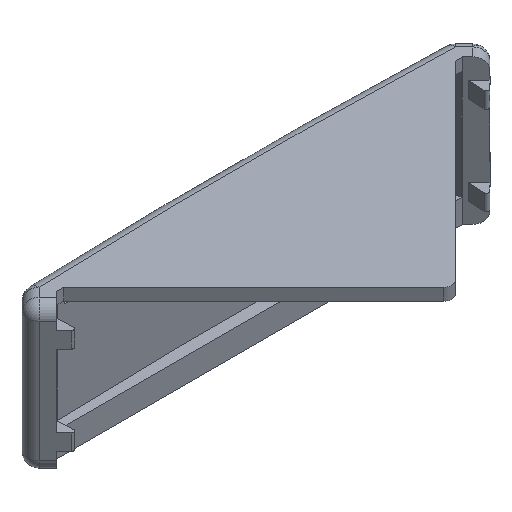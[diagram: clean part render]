
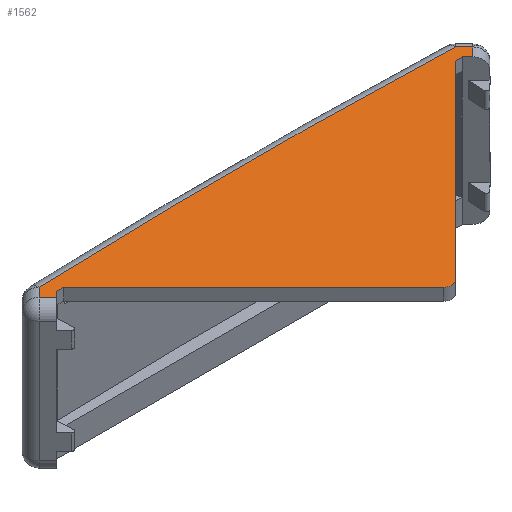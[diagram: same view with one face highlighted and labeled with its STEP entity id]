
A CAD part, isometric view. The second image highlights one B-rep face of the part: STEP entity #1562.
In plain terms, the highlighted planar face has unit normal (0, 0, 1).
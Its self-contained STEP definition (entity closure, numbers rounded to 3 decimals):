
#6 = VERTEX_POINT ( 'NONE', #53 ) ;
#11 = VERTEX_POINT ( 'NONE', #1714 ) ;
#46 = AXIS2_PLACEMENT_3D ( 'NONE', #851, #879, #716 ) ;
#53 = CARTESIAN_POINT ( 'NONE',  ( 26.897, 0.424, 9. ) ) ;
#61 = VERTEX_POINT ( 'NONE', #1555 ) ;
#117 = ORIENTED_EDGE ( 'NONE', *, *, #1534, .T. ) ;
#125 = VECTOR ( 'NONE', #573, 1000. ) ;
#126 = LINE ( 'NONE', #1103, #163 ) ;
#132 = VERTEX_POINT ( 'NONE', #1926 ) ;
#157 = CARTESIAN_POINT ( 'NONE',  ( -25.836, -0.636, 9. ) ) ;
#161 = EDGE_CURVE ( 'NONE', #1807, #1586, #884, .T. ) ;
#163 = VECTOR ( 'NONE', #199, 1000. ) ;
#165 = VERTEX_POINT ( 'NONE', #630 ) ;
#183 = CARTESIAN_POINT ( 'NONE',  ( -24.295, 0., 9. ) ) ;
#199 = DIRECTION ( 'NONE',  ( 0.707, -0.707, 0. ) ) ;
#205 = LINE ( 'NONE', #830, #1830 ) ;
#252 = AXIS2_PLACEMENT_3D ( 'NONE', #940, #1226, #1238 ) ;
#258 = LINE ( 'NONE', #1230, #1783 ) ;
#262 = VECTOR ( 'NONE', #1531, 1000. ) ;
#274 = DIRECTION ( 'NONE',  ( 0., 0., 1. ) ) ;
#279 = LINE ( 'NONE', #1946, #721 ) ;
#339 = CIRCLE ( 'NONE', #252, 1. ) ;
#342 = DIRECTION ( 'NONE',  ( 0.707, 0.707, 0. ) ) ;
#365 = LINE ( 'NONE', #387, #1943 ) ;
#387 = CARTESIAN_POINT ( 'NONE',  ( -24.295, 0., 9. ) ) ;
#427 = EDGE_CURVE ( 'NONE', #1586, #1856, #960, .T. ) ;
#443 = VERTEX_POINT ( 'NONE', #557 ) ;
#448 = ORIENTED_EDGE ( 'NONE', *, *, #1023, .T. ) ;
#464 = CIRCLE ( 'NONE', #1355, 697.963 ) ;
#489 = VECTOR ( 'NONE', #342, 1000. ) ;
#500 = EDGE_CURVE ( 'NONE', #61, #132, #464, .T. ) ;
#548 = ORIENTED_EDGE ( 'NONE', *, *, #500, .T. ) ;
#553 = CARTESIAN_POINT ( 'NONE',  ( 0., -24.295, 9. ) ) ;
#557 = CARTESIAN_POINT ( 'NONE',  ( 24.295, 0., 9. ) ) ;
#573 = DIRECTION ( 'NONE',  ( 1., 0., 0. ) ) ;
#629 = CARTESIAN_POINT ( 'NONE',  ( 25.2, 0., 9. ) ) ;
#630 = CARTESIAN_POINT ( 'NONE',  ( 0.707, -23.588, 9. ) ) ;
#635 = VECTOR ( 'NONE', #1443, 1000. ) ;
#691 = VECTOR ( 'NONE', #1452, 1000. ) ;
#705 = CARTESIAN_POINT ( 'NONE',  ( -334.745, -361.218, 9. ) ) ;
#716 = DIRECTION ( 'NONE',  ( -1., 0., 0. ) ) ;
#721 = VECTOR ( 'NONE', #1813, 1000. ) ;
#730 = LINE ( 'NONE', #553, #691 ) ;
#744 = ORIENTED_EDGE ( 'NONE', *, *, #1810, .T. ) ;
#757 = ORIENTED_EDGE ( 'NONE', *, *, #1573, .T. ) ;
#777 = EDGE_CURVE ( 'NONE', #11, #1807, #205, .T. ) ;
#783 = CARTESIAN_POINT ( 'NONE',  ( -26.897, -1.697, 9. ) ) ;
#796 = ORIENTED_EDGE ( 'NONE', *, *, #777, .T. ) ;
#818 = ORIENTED_EDGE ( 'NONE', *, *, #1886, .T. ) ;
#830 = CARTESIAN_POINT ( 'NONE',  ( 334.745, -361.218, 9. ) ) ;
#851 = CARTESIAN_POINT ( 'NONE',  ( 0., -695.963, 9. ) ) ;
#879 = DIRECTION ( 'NONE',  ( 0., 0., -1. ) ) ;
#884 = LINE ( 'NONE', #783, #489 ) ;
#940 = CARTESIAN_POINT ( 'NONE',  ( 0., -22.881, 9. ) ) ;
#960 = LINE ( 'NONE', #1014, #125 ) ;
#968 = EDGE_CURVE ( 'NONE', #1484, #165, #339, .T. ) ;
#995 = CARTESIAN_POINT ( 'NONE',  ( -0.707, -23.588, 9. ) ) ;
#1014 = CARTESIAN_POINT ( 'NONE',  ( -25.2, 0., 9. ) ) ;
#1023 = EDGE_CURVE ( 'NONE', #132, #11, #258, .T. ) ;
#1049 = LINE ( 'NONE', #705, #635 ) ;
#1103 = CARTESIAN_POINT ( 'NONE',  ( 25.2, 0., 9. ) ) ;
#1113 = EDGE_LOOP ( 'NONE', ( #448, #796, #1281, #1679, #117, #1796, #1208, #757, #818, #1521, #744, #548 ) ) ;
#1140 = FACE_OUTER_BOUND ( 'NONE', #1113, .T. ) ;
#1153 = DIRECTION ( 'NONE',  ( 0.707, -0.707, 0. ) ) ;
#1207 = VERTEX_POINT ( 'NONE', #629 ) ;
#1208 = ORIENTED_EDGE ( 'NONE', *, *, #1362, .T. ) ;
#1226 = DIRECTION ( 'NONE',  ( 0., 0., 1. ) ) ;
#1230 = CARTESIAN_POINT ( 'NONE',  ( -361.642, -334.321, 9. ) ) ;
#1238 = DIRECTION ( 'NONE',  ( -1., 0., 0. ) ) ;
#1263 = DIRECTION ( 'NONE',  ( -0.707, -0.707, 0. ) ) ;
#1281 = ORIENTED_EDGE ( 'NONE', *, *, #161, .T. ) ;
#1303 = CARTESIAN_POINT ( 'NONE',  ( 25.836, -0.636, 9. ) ) ;
#1355 = AXIS2_PLACEMENT_3D ( 'NONE', #1630, #274, #1638 ) ;
#1362 = EDGE_CURVE ( 'NONE', #165, #443, #730, .T. ) ;
#1379 = EDGE_CURVE ( 'NONE', #1772, #6, #1049, .T. ) ;
#1443 = DIRECTION ( 'NONE',  ( 0.707, 0.707, 0. ) ) ;
#1452 = DIRECTION ( 'NONE',  ( 0.707, 0.707, 0. ) ) ;
#1484 = VERTEX_POINT ( 'NONE', #995 ) ;
#1485 = CARTESIAN_POINT ( 'NONE',  ( 361.642, -334.321, 9. ) ) ;
#1500 = LINE ( 'NONE', #1485, #262 ) ;
#1521 = ORIENTED_EDGE ( 'NONE', *, *, #1379, .T. ) ;
#1531 = DIRECTION ( 'NONE',  ( -0.707, 0.707, 0. ) ) ;
#1534 = EDGE_CURVE ( 'NONE', #1856, #1484, #365, .T. ) ;
#1555 = CARTESIAN_POINT ( 'NONE',  ( 25.798, 1.523, 9. ) ) ;
#1562 = ADVANCED_FACE ( 'NONE', ( #1140 ), #1920, .F. ) ;
#1573 = EDGE_CURVE ( 'NONE', #443, #1207, #279, .T. ) ;
#1586 = VERTEX_POINT ( 'NONE', #1820 ) ;
#1630 = CARTESIAN_POINT ( 'NONE',  ( 0., -695.963, 9. ) ) ;
#1638 = DIRECTION ( 'NONE',  ( -1., 0., 0. ) ) ;
#1679 = ORIENTED_EDGE ( 'NONE', *, *, #427, .T. ) ;
#1714 = CARTESIAN_POINT ( 'NONE',  ( -26.897, 0.424, 9. ) ) ;
#1758 = DIRECTION ( 'NONE',  ( 0.707, -0.707, 0. ) ) ;
#1772 = VERTEX_POINT ( 'NONE', #1303 ) ;
#1783 = VECTOR ( 'NONE', #1263, 1000. ) ;
#1796 = ORIENTED_EDGE ( 'NONE', *, *, #968, .T. ) ;
#1807 = VERTEX_POINT ( 'NONE', #157 ) ;
#1810 = EDGE_CURVE ( 'NONE', #6, #61, #1500, .T. ) ;
#1813 = DIRECTION ( 'NONE',  ( 1., 0., 0. ) ) ;
#1820 = CARTESIAN_POINT ( 'NONE',  ( -25.2, 0., 9. ) ) ;
#1830 = VECTOR ( 'NONE', #1153, 1000. ) ;
#1856 = VERTEX_POINT ( 'NONE', #183 ) ;
#1886 = EDGE_CURVE ( 'NONE', #1207, #1772, #126, .T. ) ;
#1920 = PLANE ( 'NONE',  #46 ) ;
#1926 = CARTESIAN_POINT ( 'NONE',  ( -25.798, 1.523, 9. ) ) ;
#1943 = VECTOR ( 'NONE', #1758, 1000. ) ;
#1946 = CARTESIAN_POINT ( 'NONE',  ( -25.2, 0., 9. ) ) ;
